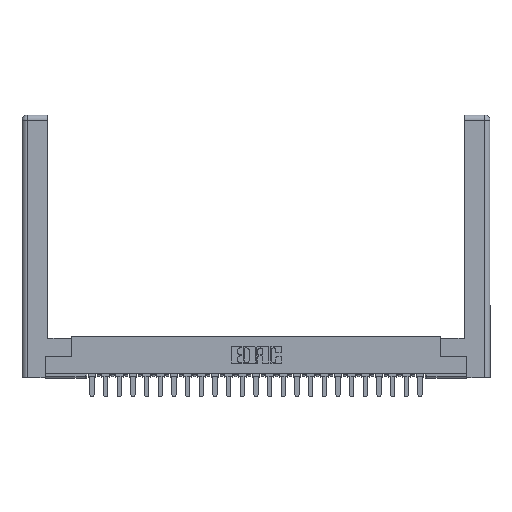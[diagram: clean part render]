
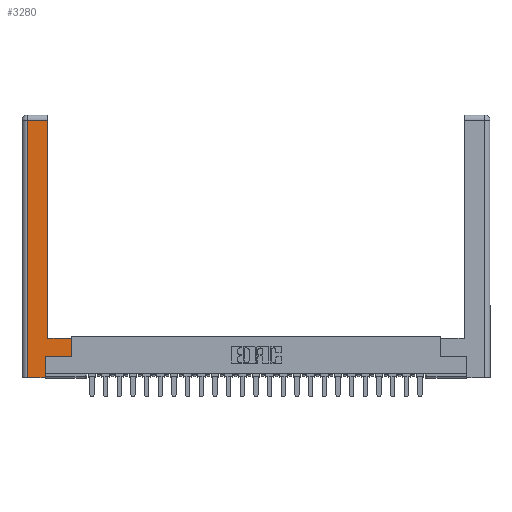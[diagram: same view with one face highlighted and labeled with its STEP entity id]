
A CAD part, top view. The second image highlights one B-rep face of the part: STEP entity #3280.
In plain terms, the highlighted planar face has unit normal (0, 0, 1).
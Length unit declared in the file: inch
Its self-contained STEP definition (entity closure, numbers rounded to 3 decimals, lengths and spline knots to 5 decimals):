
#754 = CARTESIAN_POINT ( 'NONE',  ( 0.295, 2.94, 0. ) ) ;
#1263 = AXIS2_PLACEMENT_3D ( 'NONE', #11307, #9147, #23421 ) ;
#1406 = CARTESIAN_POINT ( 'NONE',  ( 0.265, 0.245, 0. ) ) ;
#2167 = DIRECTION ( 'NONE',  ( 0., 1., 0. ) ) ;
#2399 = ORIENTED_EDGE ( 'NONE', *, *, #14163, .T. ) ;
#2677 = DIRECTION ( 'NONE',  ( -1., 0., 0. ) ) ;
#2976 = VERTEX_POINT ( 'NONE', #1406 ) ;
#3020 = VECTOR ( 'NONE', #3823, 39.37008 ) ;
#3280 = ADVANCED_FACE ( 'NONE', ( #21659 ), #7091, .F. ) ;
#3823 = DIRECTION ( 'NONE',  ( 0., -1., 0. ) ) ;
#3881 = DIRECTION ( 'NONE',  ( 1., 0., 0. ) ) ;
#4711 = LINE ( 'NONE', #21308, #6460 ) ;
#5886 = ORIENTED_EDGE ( 'NONE', *, *, #13228, .T. ) ;
#5892 = EDGE_CURVE ( 'NONE', #2976, #26415, #24812, .T. ) ;
#5944 = DIRECTION ( 'NONE',  ( 1., 0., 0. ) ) ;
#6460 = VECTOR ( 'NONE', #2677, 39.37008 ) ;
#7091 = PLANE ( 'NONE',  #1263 ) ;
#9147 = DIRECTION ( 'NONE',  ( 0., 0., -1. ) ) ;
#9724 = EDGE_CURVE ( 'NONE', #12182, #2976, #12308, .T. ) ;
#9824 = VERTEX_POINT ( 'NONE', #754 ) ;
#9921 = LINE ( 'NONE', #18370, #3020 ) ;
#10664 = DIRECTION ( 'NONE',  ( 0., 1., 0. ) ) ;
#11307 = CARTESIAN_POINT ( 'NONE',  ( 0., 0., 0. ) ) ;
#12182 = VERTEX_POINT ( 'NONE', #14556 ) ;
#12308 = LINE ( 'NONE', #14782, #22468 ) ;
#12700 = VERTEX_POINT ( 'NONE', #15201 ) ;
#13052 = CARTESIAN_POINT ( 'NONE',  ( 0.295, 0.45, 0. ) ) ;
#13228 = EDGE_CURVE ( 'NONE', #23094, #23956, #9921, .T. ) ;
#13930 = ORIENTED_EDGE ( 'NONE', *, *, #18407, .T. ) ;
#14163 = EDGE_CURVE ( 'NONE', #16535, #9824, #14498, .T. ) ;
#14362 = VECTOR ( 'NONE', #14366, 39.37008 ) ;
#14366 = DIRECTION ( 'NONE',  ( 0., 1., 0. ) ) ;
#14406 = CARTESIAN_POINT ( 'NONE',  ( 0.265, 0., 0. ) ) ;
#14425 = CARTESIAN_POINT ( 'NONE',  ( 0.0615, 0., 0. ) ) ;
#14498 = LINE ( 'NONE', #25087, #14362 ) ;
#14556 = CARTESIAN_POINT ( 'NONE',  ( 0.265, 0., 0. ) ) ;
#14665 = LINE ( 'NONE', #14406, #18198 ) ;
#14782 = CARTESIAN_POINT ( 'NONE',  ( 0.265, 0.245, 0. ) ) ;
#15201 = CARTESIAN_POINT ( 'NONE',  ( 0.565, 0.45, 0. ) ) ;
#15850 = ORIENTED_EDGE ( 'NONE', *, *, #24085, .T. ) ;
#16535 = VERTEX_POINT ( 'NONE', #13052 ) ;
#16585 = LINE ( 'NONE', #22835, #24880 ) ;
#16840 = EDGE_CURVE ( 'NONE', #9824, #23094, #4711, .T. ) ;
#17931 = CARTESIAN_POINT ( 'NONE',  ( 0.295, 0.45, 0. ) ) ;
#18198 = VECTOR ( 'NONE', #5944, 39.37008 ) ;
#18370 = CARTESIAN_POINT ( 'NONE',  ( 0.0615, 0., 0. ) ) ;
#18407 = EDGE_CURVE ( 'NONE', #23956, #12182, #14665, .T. ) ;
#19573 = ORIENTED_EDGE ( 'NONE', *, *, #24232, .T. ) ;
#19719 = VECTOR ( 'NONE', #3881, 39.37008 ) ;
#20229 = ORIENTED_EDGE ( 'NONE', *, *, #16840, .T. ) ;
#21308 = CARTESIAN_POINT ( 'NONE',  ( 0.0615, 2.94, 0. ) ) ;
#21659 = FACE_OUTER_BOUND ( 'NONE', #21758, .T. ) ;
#21758 = EDGE_LOOP ( 'NONE', ( #2399, #20229, #5886, #13930, #25685, #26439, #15850, #19573 ) ) ;
#21877 = LINE ( 'NONE', #17931, #25754 ) ;
#22468 = VECTOR ( 'NONE', #10664, 39.37008 ) ;
#22497 = CARTESIAN_POINT ( 'NONE',  ( 0.565, 0.245, 0. ) ) ;
#22765 = CARTESIAN_POINT ( 'NONE',  ( 0.0615, 2.94, 0. ) ) ;
#22835 = CARTESIAN_POINT ( 'NONE',  ( 0.565, 0.45, 0. ) ) ;
#23094 = VERTEX_POINT ( 'NONE', #22765 ) ;
#23421 = DIRECTION ( 'NONE',  ( -1., 0., 0. ) ) ;
#23956 = VERTEX_POINT ( 'NONE', #14425 ) ;
#24085 = EDGE_CURVE ( 'NONE', #26415, #12700, #16585, .T. ) ;
#24232 = EDGE_CURVE ( 'NONE', #12700, #16535, #21877, .T. ) ;
#24812 = LINE ( 'NONE', #22497, #19719 ) ;
#24880 = VECTOR ( 'NONE', #2167, 39.37008 ) ;
#25087 = CARTESIAN_POINT ( 'NONE',  ( 0.295, 3., 0. ) ) ;
#25685 = ORIENTED_EDGE ( 'NONE', *, *, #9724, .T. ) ;
#25754 = VECTOR ( 'NONE', #25821, 39.37008 ) ;
#25821 = DIRECTION ( 'NONE',  ( -1., 0., 0. ) ) ;
#26415 = VERTEX_POINT ( 'NONE', #26657 ) ;
#26439 = ORIENTED_EDGE ( 'NONE', *, *, #5892, .T. ) ;
#26657 = CARTESIAN_POINT ( 'NONE',  ( 0.565, 0.245, 0. ) ) ;
